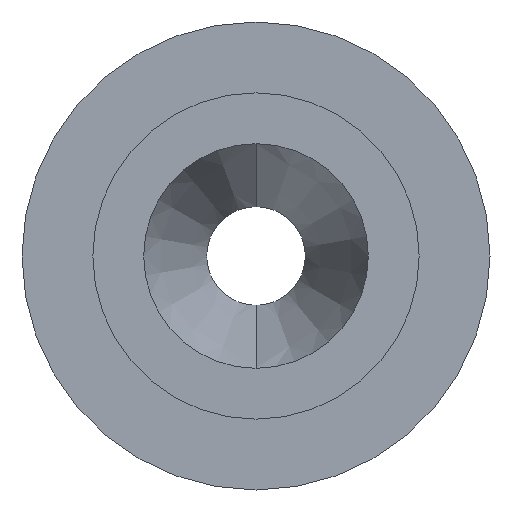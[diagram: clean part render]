
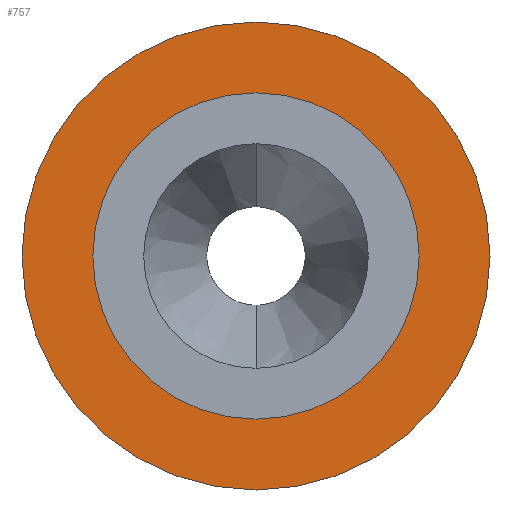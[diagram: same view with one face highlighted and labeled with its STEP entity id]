
A CAD part, front view. The second image highlights one B-rep face of the part: STEP entity #757.
In plain terms, the highlighted planar face has unit normal (0, -1, 0).
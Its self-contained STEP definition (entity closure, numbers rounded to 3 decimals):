
#52 = EDGE_CURVE ( 'NONE', #351, #214, #96, .T. ) ;
#96 = CIRCLE ( 'NONE', #150, 26.15 ) ;
#109 = FACE_BOUND ( 'NONE', #681, .T. ) ;
#120 = EDGE_CURVE ( 'NONE', #214, #351, #215, .T. ) ;
#150 = AXIS2_PLACEMENT_3D ( 'NONE', #606, #171, #547 ) ;
#171 = DIRECTION ( 'NONE',  ( 0., -1., 0. ) ) ;
#178 = ORIENTED_EDGE ( 'NONE', *, *, #399, .T. ) ;
#194 = DIRECTION ( 'NONE',  ( 0., -1., 0. ) ) ;
#214 = VERTEX_POINT ( 'NONE', #396 ) ;
#215 = CIRCLE ( 'NONE', #393, 26.15 ) ;
#219 = DIRECTION ( 'NONE',  ( 0., 0., -1. ) ) ;
#234 = ORIENTED_EDGE ( 'NONE', *, *, #52, .F. ) ;
#249 = CARTESIAN_POINT ( 'NONE',  ( 0., 0., -37.5 ) ) ;
#261 = CARTESIAN_POINT ( 'NONE',  ( 0., 0., -26.15 ) ) ;
#285 = DIRECTION ( 'NONE',  ( 0., 0., -1. ) ) ;
#299 = PLANE ( 'NONE',  #576 ) ;
#305 = VERTEX_POINT ( 'NONE', #331 ) ;
#319 = DIRECTION ( 'NONE',  ( 0., 0., -1. ) ) ;
#331 = CARTESIAN_POINT ( 'NONE',  ( 0., 0., 37.5 ) ) ;
#345 = CARTESIAN_POINT ( 'NONE',  ( 0., 0., 0. ) ) ;
#351 = VERTEX_POINT ( 'NONE', #261 ) ;
#393 = AXIS2_PLACEMENT_3D ( 'NONE', #345, #721, #285 ) ;
#396 = CARTESIAN_POINT ( 'NONE',  ( 0., 0., 26.15 ) ) ;
#398 = VERTEX_POINT ( 'NONE', #249 ) ;
#399 = EDGE_CURVE ( 'NONE', #398, #305, #692, .T. ) ;
#412 = CARTESIAN_POINT ( 'NONE',  ( 0., 0., 0. ) ) ;
#427 = DIRECTION ( 'NONE',  ( 0., -1., 0. ) ) ;
#481 = AXIS2_PLACEMENT_3D ( 'NONE', #412, #194, #319 ) ;
#486 = ORIENTED_EDGE ( 'NONE', *, *, #730, .T. ) ;
#495 = CARTESIAN_POINT ( 'NONE',  ( 0., 0., 0. ) ) ;
#547 = DIRECTION ( 'NONE',  ( 0., 0., -1. ) ) ;
#576 = AXIS2_PLACEMENT_3D ( 'NONE', #806, #736, #803 ) ;
#604 = FACE_OUTER_BOUND ( 'NONE', #732, .T. ) ;
#606 = CARTESIAN_POINT ( 'NONE',  ( 0., 0., 0. ) ) ;
#620 = CIRCLE ( 'NONE', #658, 37.5 ) ;
#658 = AXIS2_PLACEMENT_3D ( 'NONE', #495, #427, #219 ) ;
#681 = EDGE_LOOP ( 'NONE', ( #234, #771 ) ) ;
#692 = CIRCLE ( 'NONE', #481, 37.5 ) ;
#721 = DIRECTION ( 'NONE',  ( 0., -1., 0. ) ) ;
#730 = EDGE_CURVE ( 'NONE', #305, #398, #620, .T. ) ;
#732 = EDGE_LOOP ( 'NONE', ( #178, #486 ) ) ;
#736 = DIRECTION ( 'NONE',  ( 0., 1., 0. ) ) ;
#757 = ADVANCED_FACE ( 'NONE', ( #109, #604 ), #299, .F. ) ;
#771 = ORIENTED_EDGE ( 'NONE', *, *, #120, .F. ) ;
#803 = DIRECTION ( 'NONE',  ( 0., 0., 1. ) ) ;
#806 = CARTESIAN_POINT ( 'NONE',  ( -26.15, 0., 0. ) ) ;
